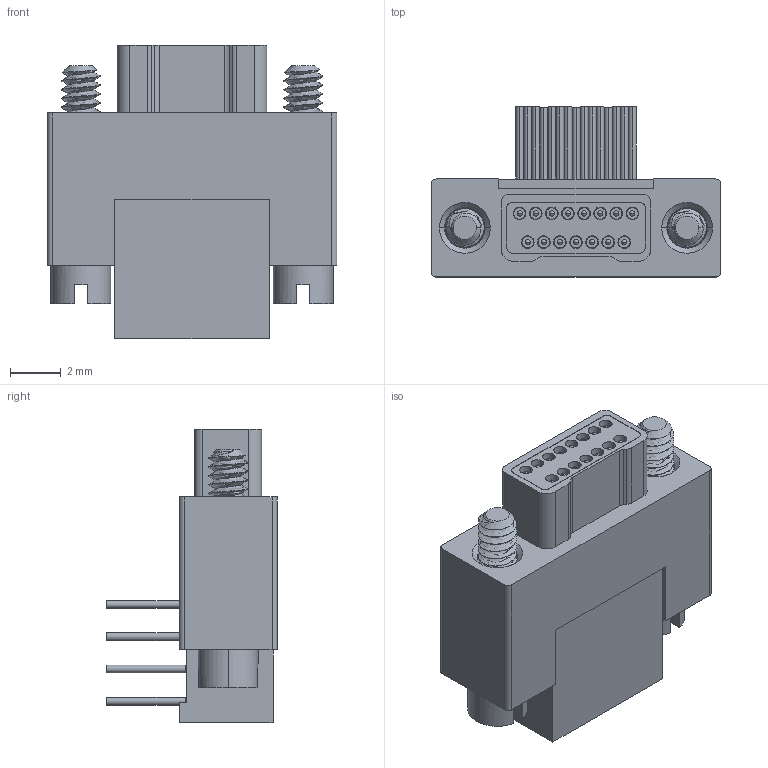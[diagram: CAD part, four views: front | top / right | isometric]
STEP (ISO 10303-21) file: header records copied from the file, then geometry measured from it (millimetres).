
FILE_DESCRIPTION((''),'2;1');
FILE_NAME('J63A-2E2-015-321-JC_ASM','2024-12-12T',('gongcheng6'),(''),'PRO/ENGINEER BY PARAMETRIC TECHNOLOGY CORPORATION, 2010280','PRO/ENGINEER BY PARAMETRIC TECHNOLOGY CORPORATION, 2010280','');
FILE_SCHEMA(('CONFIG_CONTROL_DESIGN'));
Length unit declared in the file: millimetre
Products named in the file (9): PRODUCT_692; PRT0006; PRT0007; PRT0008; PRT0009; PRT0010; ASM0012_ASM; _J63A-2E2-015-321-JC; J63A-2E2-015-321-JC_ASM
Assembly tree (20 placements, depth 3):
  J63A-2E2-015-321-JC_ASM
    ASM0012_ASM
      PRODUCT_692  x2
      PRT0006  x4
      PRT0007  x4
      PRT0008  x4
      PRT0009  x3
      PRT0010
    _J63A-2E2-015-321-JC
Bounding box: 11.43 x 6.71 x 11.57 mm (x, y, z)
Volume: 351.8 mm3; surface area: 866.1 mm2
Topology: 3 solids, 33 shells, 579 faces, 1408 edges, 841 vertices
Faces by surface type: cylinder 312, plane 103, cone 100, sphere 30, torus 30, bspline 4
Entity records: 14231 total; most frequent: CARTESIAN_POINT 7739, DIRECTION 1422, ORIENTED_EDGE 1226, EDGE_CURVE 629, AXIS2_PLACEMENT_3D 567, VERTEX_POINT 402, EDGE_LOOP 289, VECTOR 288
